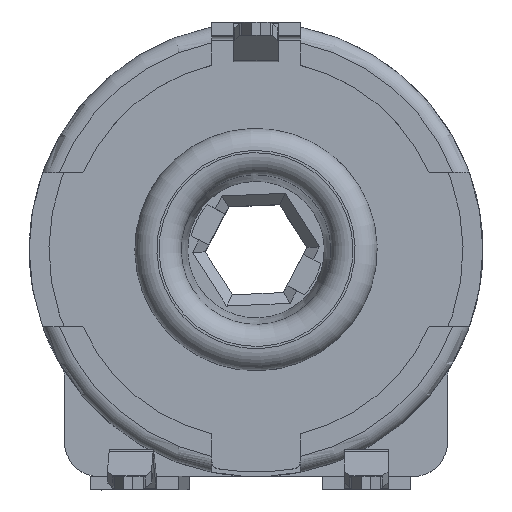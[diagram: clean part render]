
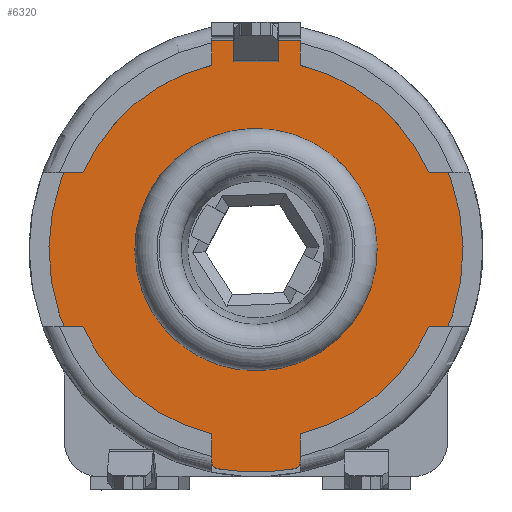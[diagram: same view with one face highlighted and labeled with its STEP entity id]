
A CAD part, top view. The second image highlights one B-rep face of the part: STEP entity #6320.
In plain terms, the highlighted planar face has unit normal (0, 0, 1).
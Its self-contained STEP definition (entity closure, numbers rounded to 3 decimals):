
#55 = VECTOR ( 'NONE', #9053, 1000. ) ;
#190 = ORIENTED_EDGE ( 'NONE', *, *, #14968, .T. ) ;
#215 = AXIS2_PLACEMENT_3D ( 'NONE', #16263, #17291, #3233 ) ;
#297 = EDGE_CURVE ( 'NONE', #5879, #1583, #13581, .T. ) ;
#692 = CARTESIAN_POINT ( 'NONE',  ( 1.17, -4.727, 3.6 ) ) ;
#766 = CIRCLE ( 'NONE', #10746, 2.6 ) ;
#1006 = PLANE ( 'NONE',  #3260 ) ;
#1008 = DIRECTION ( 'NONE',  ( 0., -1., 0. ) ) ;
#1103 = FACE_OUTER_BOUND ( 'NONE', #6054, .T. ) ;
#1180 = LINE ( 'NONE', #15238, #18005 ) ;
#1184 = LINE ( 'NONE', #4102, #16481 ) ;
#1200 = DIRECTION ( 'NONE',  ( 0., 0., -1. ) ) ;
#1252 = AXIS2_PLACEMENT_3D ( 'NONE', #17555, #14808, #4878 ) ;
#1340 = CARTESIAN_POINT ( 'NONE',  ( 0., 0., 3.6 ) ) ;
#1583 = VERTEX_POINT ( 'NONE', #6685 ) ;
#1784 = EDGE_CURVE ( 'NONE', #2120, #14962, #15366, .T. ) ;
#2120 = VERTEX_POINT ( 'NONE', #14619 ) ;
#2175 = CARTESIAN_POINT ( 'NONE',  ( 0., 0., 3.6 ) ) ;
#2253 = ORIENTED_EDGE ( 'NONE', *, *, #3038, .T. ) ;
#2292 = CARTESIAN_POINT ( 'NONE',  ( 1., 6.906, 3.6 ) ) ;
#2386 = AXIS2_PLACEMENT_3D ( 'NONE', #16613, #6519, #4948 ) ;
#2547 = DIRECTION ( 'NONE',  ( 0., 0., 1. ) ) ;
#2858 = ORIENTED_EDGE ( 'NONE', *, *, #13651, .T. ) ;
#2867 = EDGE_LOOP ( 'NONE', ( #6204 ) ) ;
#3038 = EDGE_CURVE ( 'NONE', #10237, #5879, #1180, .T. ) ;
#3233 = DIRECTION ( 'NONE',  ( 1., 0., 0. ) ) ;
#3260 = AXIS2_PLACEMENT_3D ( 'NONE', #4028, #1200, #14150 ) ;
#3454 = EDGE_CURVE ( 'NONE', #1583, #5910, #14264, .T. ) ;
#3474 = LINE ( 'NONE', #2292, #16013 ) ;
#4028 = CARTESIAN_POINT ( 'NONE',  ( 0.33, 9.568, 3.6 ) ) ;
#4102 = CARTESIAN_POINT ( 'NONE',  ( -1., -4.809, 3.6 ) ) ;
#4557 = ORIENTED_EDGE ( 'NONE', *, *, #10482, .T. ) ;
#4698 = DIRECTION ( 'NONE',  ( 0., 0., -1. ) ) ;
#4878 = DIRECTION ( 'NONE',  ( 1., 0., 0. ) ) ;
#4903 = DIRECTION ( 'NONE',  ( 0., 0., -1. ) ) ;
#4948 = DIRECTION ( 'NONE',  ( -1., 0., 0. ) ) ;
#5235 = CARTESIAN_POINT ( 'NONE',  ( -1., 6.906, 3.6 ) ) ;
#5265 = ORIENTED_EDGE ( 'NONE', *, *, #297, .T. ) ;
#5851 = VERTEX_POINT ( 'NONE', #8334 ) ;
#5879 = VERTEX_POINT ( 'NONE', #7349 ) ;
#5910 = VERTEX_POINT ( 'NONE', #11283 ) ;
#6054 = EDGE_LOOP ( 'NONE', ( #2858, #2253, #5265, #11250, #15270, #8163, #17994, #6762, #190, #14750, #8951, #4557 ) ) ;
#6109 = DIRECTION ( 'NONE',  ( 1., 0., 0. ) ) ;
#6204 = ORIENTED_EDGE ( 'NONE', *, *, #9769, .F. ) ;
#6320 = ADVANCED_FACE ( 'NONE', ( #1103, #10581 ), #1006, .F. ) ;
#6471 = DIRECTION ( 'NONE',  ( -1., 0., 0. ) ) ;
#6519 = DIRECTION ( 'NONE',  ( 0., 0., 1. ) ) ;
#6685 = CARTESIAN_POINT ( 'NONE',  ( -1., 4.592, 3.6 ) ) ;
#6762 = ORIENTED_EDGE ( 'NONE', *, *, #11936, .T. ) ;
#7088 = EDGE_CURVE ( 'NONE', #16856, #2120, #11811, .T. ) ;
#7171 = CIRCLE ( 'NONE', #11862, 0.17 ) ;
#7349 = CARTESIAN_POINT ( 'NONE',  ( -1., 4.754, 3.6 ) ) ;
#7511 = DIRECTION ( 'NONE',  ( 1., 0., 0. ) ) ;
#7887 = DIRECTION ( 'NONE',  ( 0., 1., 0. ) ) ;
#8133 = DIRECTION ( 'NONE',  ( -1., 0., 0. ) ) ;
#8138 = CIRCLE ( 'NONE', #215, 0.17 ) ;
#8163 = ORIENTED_EDGE ( 'NONE', *, *, #17190, .T. ) ;
#8334 = CARTESIAN_POINT ( 'NONE',  ( -0.859, -4.976, 3.6 ) ) ;
#8678 = CARTESIAN_POINT ( 'NONE',  ( -1.17, -4.727, 3.6 ) ) ;
#8871 = CARTESIAN_POINT ( 'NONE',  ( 0.83, -4.809, 3.6 ) ) ;
#8951 = ORIENTED_EDGE ( 'NONE', *, *, #1784, .T. ) ;
#9053 = DIRECTION ( 'NONE',  ( 0., 1., 0. ) ) ;
#9769 = EDGE_CURVE ( 'NONE', #14220, #14220, #766, .T. ) ;
#10230 = CARTESIAN_POINT ( 'NONE',  ( 1.129, -4.562, 3.6 ) ) ;
#10237 = VERTEX_POINT ( 'NONE', #11097 ) ;
#10301 = CIRCLE ( 'NONE', #2386, 5.05 ) ;
#10478 = AXIS2_PLACEMENT_3D ( 'NONE', #2175, #10704, #17755 ) ;
#10482 = EDGE_CURVE ( 'NONE', #14962, #16638, #18162, .T. ) ;
#10581 = FACE_BOUND ( 'NONE', #2867, .T. ) ;
#10704 = DIRECTION ( 'NONE',  ( 0., 0., 1. ) ) ;
#10746 = AXIS2_PLACEMENT_3D ( 'NONE', #1340, #2547, #8133 ) ;
#11097 = CARTESIAN_POINT ( 'NONE',  ( 1., 4.754, 3.6 ) ) ;
#11250 = ORIENTED_EDGE ( 'NONE', *, *, #3454, .T. ) ;
#11283 = CARTESIAN_POINT ( 'NONE',  ( -1.129, -4.562, 3.6 ) ) ;
#11778 = AXIS2_PLACEMENT_3D ( 'NONE', #692, #4903, #6471 ) ;
#11788 = CARTESIAN_POINT ( 'NONE',  ( 0.859, -4.976, 3.6 ) ) ;
#11811 = LINE ( 'NONE', #17481, #55 ) ;
#11862 = AXIS2_PLACEMENT_3D ( 'NONE', #8871, #14559, #7511 ) ;
#11936 = EDGE_CURVE ( 'NONE', #5851, #14540, #10301, .T. ) ;
#12251 = VECTOR ( 'NONE', #1008, 1000. ) ;
#12333 = DIRECTION ( 'NONE',  ( -1., 0., 0. ) ) ;
#13064 = CARTESIAN_POINT ( 'NONE',  ( -1., -4.809, 3.6 ) ) ;
#13581 = LINE ( 'NONE', #5235, #12251 ) ;
#13651 = EDGE_CURVE ( 'NONE', #16638, #10237, #3474, .T. ) ;
#14150 = DIRECTION ( 'NONE',  ( -1., 0., 0. ) ) ;
#14220 = VERTEX_POINT ( 'NONE', #15956 ) ;
#14264 = CIRCLE ( 'NONE', #1252, 4.7 ) ;
#14540 = VERTEX_POINT ( 'NONE', #11788 ) ;
#14559 = DIRECTION ( 'NONE',  ( 0., 0., 1. ) ) ;
#14619 = CARTESIAN_POINT ( 'NONE',  ( 1., -4.727, 3.6 ) ) ;
#14750 = ORIENTED_EDGE ( 'NONE', *, *, #7088, .T. ) ;
#14808 = DIRECTION ( 'NONE',  ( 0., 0., 1. ) ) ;
#14949 = AXIS2_PLACEMENT_3D ( 'NONE', #8678, #4698, #6109 ) ;
#14962 = VERTEX_POINT ( 'NONE', #10230 ) ;
#14968 = EDGE_CURVE ( 'NONE', #14540, #16856, #7171, .T. ) ;
#15228 = CIRCLE ( 'NONE', #14949, 0.17 ) ;
#15238 = CARTESIAN_POINT ( 'NONE',  ( 0.33, 4.754, 3.6 ) ) ;
#15248 = CARTESIAN_POINT ( 'NONE',  ( -1., -4.727, 3.6 ) ) ;
#15270 = ORIENTED_EDGE ( 'NONE', *, *, #16316, .T. ) ;
#15366 = CIRCLE ( 'NONE', #11778, 0.17 ) ;
#15956 = CARTESIAN_POINT ( 'NONE',  ( -2.6, 0., 3.6 ) ) ;
#16013 = VECTOR ( 'NONE', #7887, 1000. ) ;
#16263 = CARTESIAN_POINT ( 'NONE',  ( -0.83, -4.809, 3.6 ) ) ;
#16316 = EDGE_CURVE ( 'NONE', #5910, #17455, #15228, .T. ) ;
#16368 = CARTESIAN_POINT ( 'NONE',  ( 1., 4.592, 3.6 ) ) ;
#16379 = EDGE_CURVE ( 'NONE', #18094, #5851, #8138, .T. ) ;
#16481 = VECTOR ( 'NONE', #16712, 1000. ) ;
#16549 = CARTESIAN_POINT ( 'NONE',  ( 1., -4.809, 3.6 ) ) ;
#16613 = CARTESIAN_POINT ( 'NONE',  ( 0., 0., 3.6 ) ) ;
#16638 = VERTEX_POINT ( 'NONE', #16368 ) ;
#16712 = DIRECTION ( 'NONE',  ( 0., -1., 0. ) ) ;
#16856 = VERTEX_POINT ( 'NONE', #16549 ) ;
#17190 = EDGE_CURVE ( 'NONE', #17455, #18094, #1184, .T. ) ;
#17291 = DIRECTION ( 'NONE',  ( 0., 0., 1. ) ) ;
#17455 = VERTEX_POINT ( 'NONE', #15248 ) ;
#17481 = CARTESIAN_POINT ( 'NONE',  ( 1., -4.809, 3.6 ) ) ;
#17555 = CARTESIAN_POINT ( 'NONE',  ( 0., 0., 3.6 ) ) ;
#17755 = DIRECTION ( 'NONE',  ( 1., 0., 0. ) ) ;
#17994 = ORIENTED_EDGE ( 'NONE', *, *, #16379, .T. ) ;
#18005 = VECTOR ( 'NONE', #12333, 1000. ) ;
#18094 = VERTEX_POINT ( 'NONE', #13064 ) ;
#18162 = CIRCLE ( 'NONE', #10478, 4.7 ) ;
